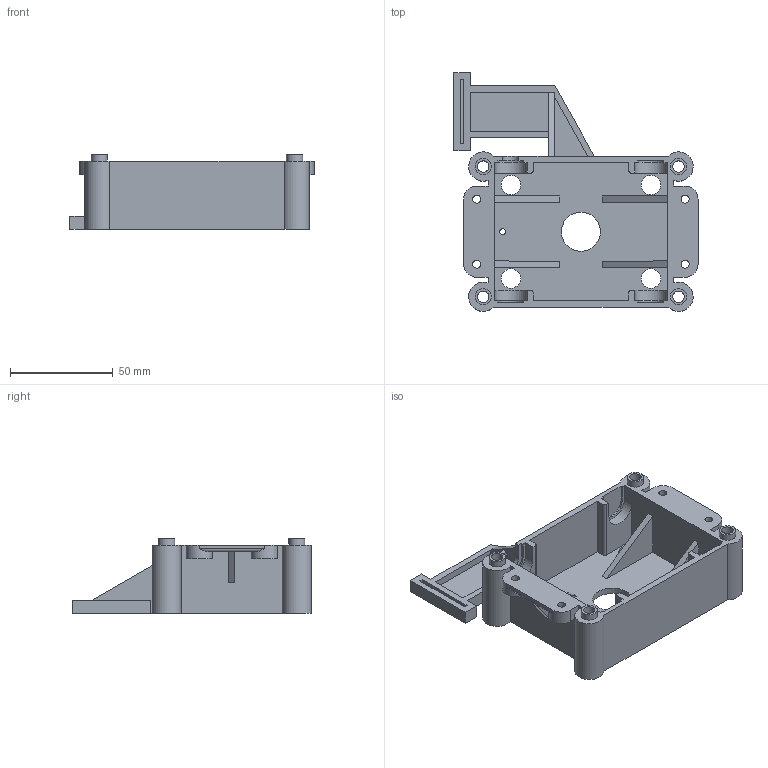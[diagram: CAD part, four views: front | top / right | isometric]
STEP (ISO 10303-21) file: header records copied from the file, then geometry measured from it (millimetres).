
FILE_DESCRIPTION(/* description */ ('','CAx-IF Rec.Pracs.---Representation and Presentation of Product Manufacturing Information (PMI)---4.0---2014-10-13'),/* implementation_level */ '2;1');
FILE_NAME(/* name */ '039423-01 MH Roller Assembly Bottom.step',/* time_stamp */ '2025-04-23T09:56:45-04:00',/* author */ (''),/* organization */ (''),/* preprocessor_version */ 'ST-DEVELOPER v20',/* originating_system */ 'Autodesk Translation Framework v13.20.0.188',/* authorisation */ '');
FILE_SCHEMA (('AP242_MANAGED_MODEL_BASED_3D_ENGINEERING_MIM_LF { 1 0 10303 442 1 1 4 }'));
Length unit declared in the file: inch
Products named in the file (1): 039423-01 MH Roller Assembly Bottom
Bounding box: 119.06 x 116.44 x 36.51 mm (x, y, z)
Volume: 85608.9 mm3; surface area: 50883.1 mm2
Topology: 1 solids, 1 shells, 163 faces, 455 edges, 303 vertices
Faces by surface type: plane 122, cylinder 41
Full cylindrical faces by diameter (mm): 2.87 x1, 3.912 x4, 5.556 x4, 7.938 x4, 9.525 x4, 19.05 x1
Entity records: 5306 total; most frequent: CARTESIAN_POINT 942, ORIENTED_EDGE 910, DIRECTION 861, EDGE_CURVE 455, LINE 369, VECTOR 369, VERTEX_POINT 303, AXIS2_PLACEMENT_3D 246
